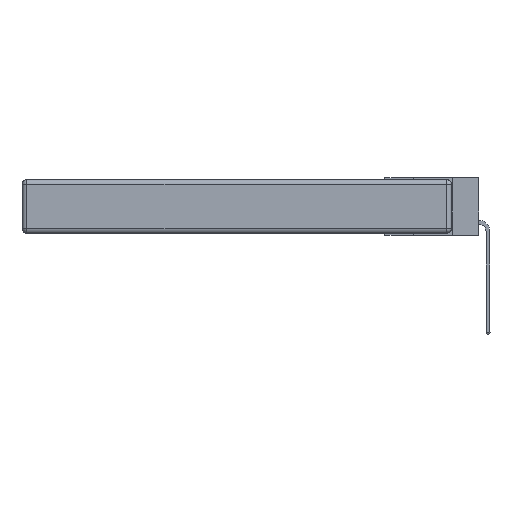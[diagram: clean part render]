
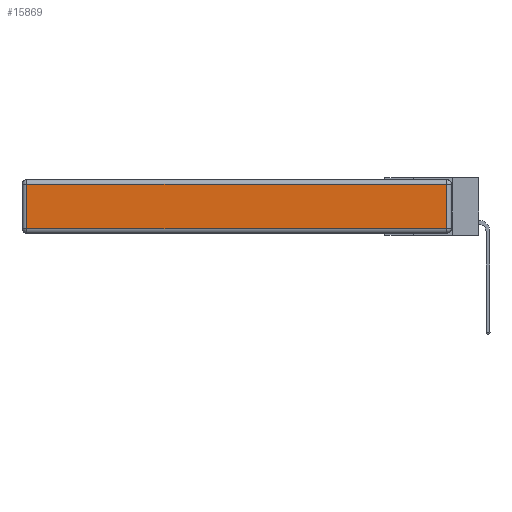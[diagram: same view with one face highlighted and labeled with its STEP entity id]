
A CAD part, left-side view. The second image highlights one B-rep face of the part: STEP entity #15869.
In plain terms, the highlighted planar face has unit normal (-1, 0, 0).
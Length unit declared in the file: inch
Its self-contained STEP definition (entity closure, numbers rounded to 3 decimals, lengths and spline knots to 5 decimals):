
#564 = AXIS2_PLACEMENT_3D ( 'NONE', #2106, #16246, #12067 ) ;
#768 = ORIENTED_EDGE ( 'NONE', *, *, #7073, .T. ) ;
#2106 = CARTESIAN_POINT ( 'NONE',  ( 0., 0., -0.343 ) ) ;
#2292 = DIRECTION ( 'NONE',  ( 0., 1., 0. ) ) ;
#2530 = VECTOR ( 'NONE', #6133, 39.37008 ) ;
#3755 = PLANE ( 'NONE',  #564 ) ;
#3929 = ORIENTED_EDGE ( 'NONE', *, *, #10752, .T. ) ;
#3949 = EDGE_LOOP ( 'NONE', ( #768, #5101, #11479, #3929 ) ) ;
#4088 = VECTOR ( 'NONE', #10960, 39.37008 ) ;
#5101 = ORIENTED_EDGE ( 'NONE', *, *, #15049, .T. ) ;
#5827 = LINE ( 'NONE', #6090, #9315 ) ;
#6090 = CARTESIAN_POINT ( 'NONE',  ( 0., 2.72, -0.343 ) ) ;
#6133 = DIRECTION ( 'NONE',  ( 0., 0., 1. ) ) ;
#6154 = LINE ( 'NONE', #6547, #13896 ) ;
#6377 = VERTEX_POINT ( 'NONE', #15449 ) ;
#6547 = CARTESIAN_POINT ( 'NONE',  ( 0., 2.75, -0.03 ) ) ;
#7073 = EDGE_CURVE ( 'NONE', #10179, #6377, #10897, .T. ) ;
#7426 = CARTESIAN_POINT ( 'NONE',  ( 0., 0.03, -0.343 ) ) ;
#8663 = FACE_OUTER_BOUND ( 'NONE', #3949, .T. ) ;
#8735 = DIRECTION ( 'NONE',  ( 0., 0., -1. ) ) ;
#9315 = VECTOR ( 'NONE', #8735, 39.37008 ) ;
#10179 = VERTEX_POINT ( 'NONE', #11178 ) ;
#10207 = CARTESIAN_POINT ( 'NONE',  ( 0., 0.03, -0.03 ) ) ;
#10715 = VERTEX_POINT ( 'NONE', #10207 ) ;
#10752 = EDGE_CURVE ( 'NONE', #13624, #10179, #5827, .T. ) ;
#10891 = LINE ( 'NONE', #7426, #2530 ) ;
#10897 = LINE ( 'NONE', #13948, #4088 ) ;
#10960 = DIRECTION ( 'NONE',  ( 0., -1., 0. ) ) ;
#11178 = CARTESIAN_POINT ( 'NONE',  ( 0., 2.72, -0.313 ) ) ;
#11479 = ORIENTED_EDGE ( 'NONE', *, *, #17705, .T. ) ;
#12067 = DIRECTION ( 'NONE',  ( 0., 0., 1. ) ) ;
#12967 = CARTESIAN_POINT ( 'NONE',  ( 0., 2.72, -0.03 ) ) ;
#13624 = VERTEX_POINT ( 'NONE', #12967 ) ;
#13896 = VECTOR ( 'NONE', #2292, 39.37008 ) ;
#13948 = CARTESIAN_POINT ( 'NONE',  ( 0., 0., -0.313 ) ) ;
#15049 = EDGE_CURVE ( 'NONE', #6377, #10715, #10891, .T. ) ;
#15449 = CARTESIAN_POINT ( 'NONE',  ( 0., 0.03, -0.313 ) ) ;
#15869 = ADVANCED_FACE ( 'NONE', ( #8663 ), #3755, .T. ) ;
#16246 = DIRECTION ( 'NONE',  ( -1., 0., 0. ) ) ;
#17705 = EDGE_CURVE ( 'NONE', #10715, #13624, #6154, .T. ) ;
